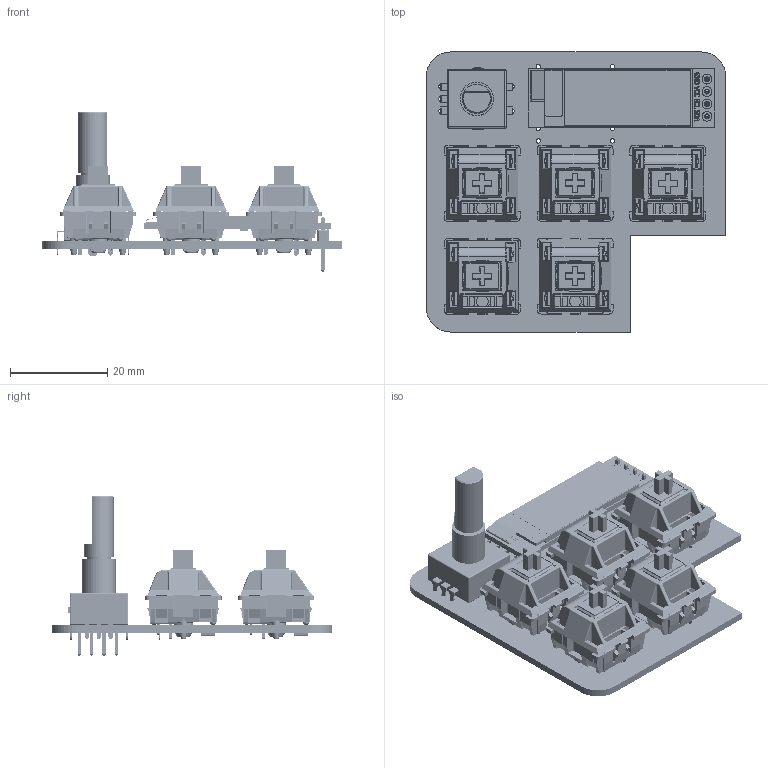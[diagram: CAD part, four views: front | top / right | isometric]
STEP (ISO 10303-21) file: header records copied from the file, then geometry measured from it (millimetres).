
FILE_DESCRIPTION(('KiCad electronic assembly'),'2;1');
FILE_NAME('hackpad.step','2025-11-24T19:25:13',('Pcbnew'),('Kicad'), 'Open CASCADE STEP processor 7.8','KiCad to STEP converter','Unknown' );
FILE_SCHEMA(('AUTOMOTIVE_DESIGN { 1 0 10303 214 1 1 1 1 }'));
Length unit declared in the file: millimetre
Products named in the file (13): hackpad 1; SK6812MINI-E; Pins; Body; MX_Switch; OLED_0.91_128x32; Pin Header 4 x 1 TH 2.54mm Pitch; RESC-0603; 2SD0601A; RotaryEncoder_Alps_EC11E-Switch_Vertical_H20mm; hackpad_PCB; hackpad 2
Assembly tree (31 placements, depth 3):
  hackpad 1
    SK6812MINI-E  x5
      Pins
      Body
    MX_Switch  x5
    OLED_0.91_128x32
      OLED_0.91_128x32
      Pin Header 4 x 1 TH 2.54mm Pitch
      RESC-0603  x13
      2SD0601A
    RotaryEncoder_Alps_EC11E-Switch_Vertical_H20mm
    hackpad_PCB
  hackpad 2
Bounding box: 61.41 x 57.48 x 32.95 mm (x, y, z)
Volume: 12118.7 mm3; surface area: 26232.6 mm2
Topology: 115 solids, 115 shells, 6402 faces, 17222 edges, 12683 vertices
Faces by surface type: plane 4122, cylinder 1641, bspline 270, torus 180, sphere 138, cone 51
Full cylindrical faces by diameter (mm): 0.889 x14, 1 x18, 1.5 x10, 1.7 x10, 2 x8, 2.4 x5, 4 x5, 5 x1, 6 x1, 6.884 x1
Entity records: 73605 total; most frequent: CARTESIAN_POINT 21200, ORIENTED_EDGE 9272, DIRECTION 8495, EDGE_CURVE 4636, LINE 3451, VECTOR 3451, VERTEX_POINT 2975, AXIS2_PLACEMENT_3D 2522
